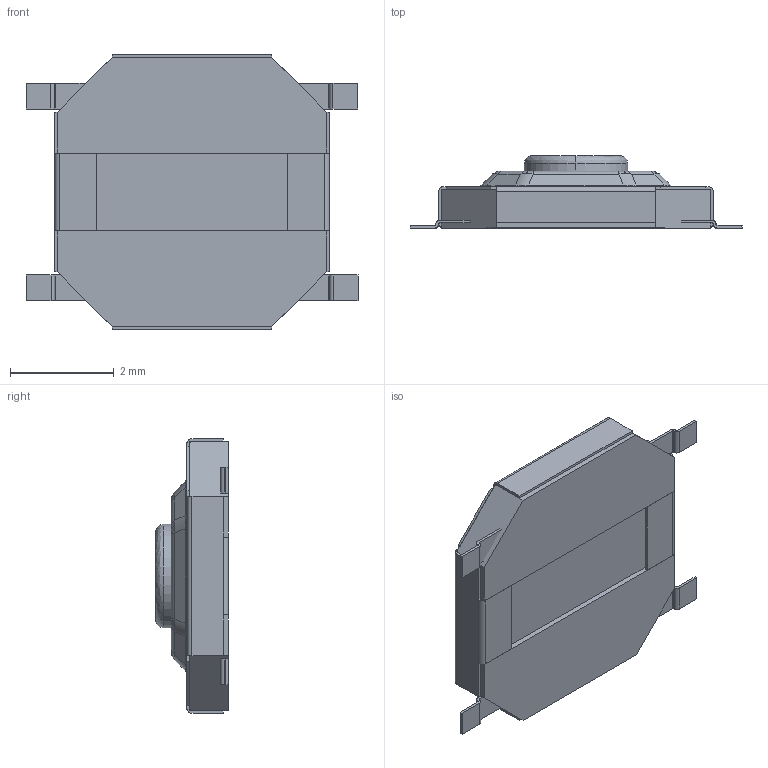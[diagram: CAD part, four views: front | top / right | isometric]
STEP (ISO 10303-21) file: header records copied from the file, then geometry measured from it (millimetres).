
FILE_DESCRIPTION (( 'STEP AP214' ), '1' );
FILE_NAME ('User Library-button1.STEP', '2017-03-25T21:44:46', ( 'Windows User' ), ( '' ), 'SwSTEP 2.0', 'SolidWorks 2017', '' );
FILE_SCHEMA (( 'AUTOMOTIVE_DESIGN' ));
Length unit declared in the file: millimetre
Products named in the file (1): User Library-button1
Bounding box: 6.4 x 1.4 x 5.3 mm (x, y, z)
Volume: 23.8 mm3; surface area: 146 mm2
Topology: 6 solids, 6 shells, 200 faces, 516 edges, 330 vertices
Faces by surface type: plane 112, cylinder 54, bspline 34
Entity records: 7239 total; most frequent: CARTESIAN_POINT 1627, ORIENTED_EDGE 1032, DIRECTION 894, EDGE_CURVE 516, VECTOR 340, LINE 340, VERTEX_POINT 330, AXIS2_PLACEMENT_3D 277
